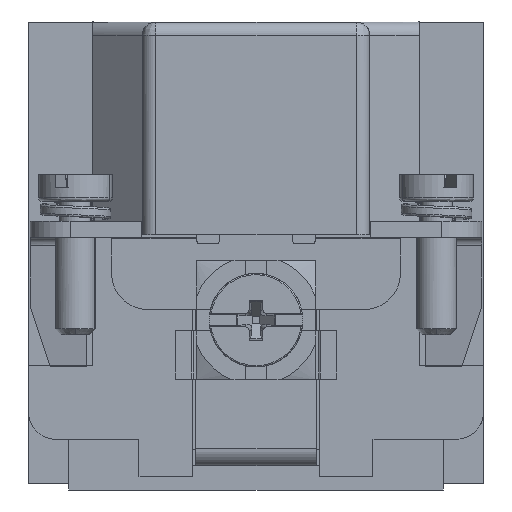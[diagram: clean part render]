
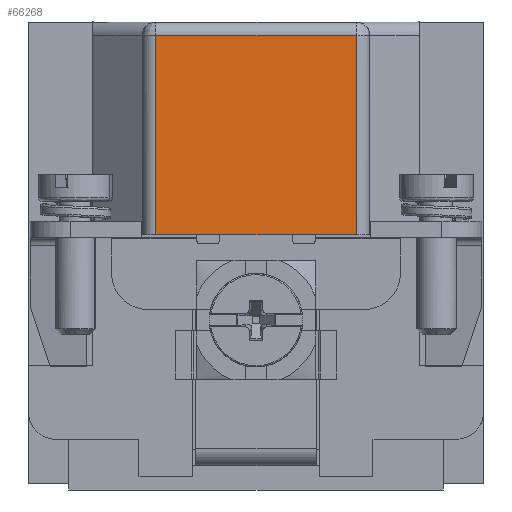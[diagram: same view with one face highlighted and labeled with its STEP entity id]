
A CAD part, left-side view. The second image highlights one B-rep face of the part: STEP entity #66268.
In plain terms, the highlighted planar face has unit normal (-1, 0, 0).
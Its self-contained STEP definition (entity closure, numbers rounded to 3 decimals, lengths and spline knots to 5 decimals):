
#1673 = FACE_OUTER_BOUND ( 'NONE', #76259, .T. ) ;
#4018 = LINE ( 'NONE', #59552, #71332 ) ;
#4524 = EDGE_CURVE ( 'NONE', #43286, #70321, #15477, .T. ) ;
#6727 = DIRECTION ( 'NONE',  ( 0., -1., 0. ) ) ;
#12221 = ORIENTED_EDGE ( 'NONE', *, *, #24253, .T. ) ;
#12672 = CARTESIAN_POINT ( 'NONE',  ( -6.51367, 1.2139, 1.58306 ) ) ;
#13049 = VECTOR ( 'NONE', #6727, 39.37008 ) ;
#15477 = LINE ( 'NONE', #51330, #71710 ) ;
#18395 = LINE ( 'NONE', #61468, #13049 ) ;
#21258 = CARTESIAN_POINT ( 'NONE',  ( -6.51367, 1.80445, 1.59479 ) ) ;
#24253 = EDGE_CURVE ( 'NONE', #70321, #24990, #43269, .T. ) ;
#24990 = VERTEX_POINT ( 'NONE', #29028 ) ;
#29021 = VECTOR ( 'NONE', #37200, 39.37008 ) ;
#29028 = CARTESIAN_POINT ( 'NONE',  ( -6.51367, 1.2139, 2.1814 ) ) ;
#32256 = CARTESIAN_POINT ( 'NONE',  ( -6.51367, 1.81626, 1.58306 ) ) ;
#32577 = EDGE_CURVE ( 'NONE', #74399, #43286, #4018, .T. ) ;
#36036 = AXIS2_PLACEMENT_3D ( 'NONE', #32256, #45139, #69687 ) ;
#37200 = DIRECTION ( 'NONE',  ( 0., 0., 1. ) ) ;
#43269 = LINE ( 'NONE', #12672, #29021 ) ;
#43286 = VERTEX_POINT ( 'NONE', #21258 ) ;
#45139 = DIRECTION ( 'NONE',  ( -1., 0., 0. ) ) ;
#47786 = ORIENTED_EDGE ( 'NONE', *, *, #59475, .F. ) ;
#50399 = CARTESIAN_POINT ( 'NONE',  ( -6.51367, 1.80445, 2.1814 ) ) ;
#51330 = CARTESIAN_POINT ( 'NONE',  ( -6.51367, 1.81626, 1.59479 ) ) ;
#56977 = DIRECTION ( 'NONE',  ( 0., -1., 0. ) ) ;
#59475 = EDGE_CURVE ( 'NONE', #74399, #24990, #18395, .T. ) ;
#59552 = CARTESIAN_POINT ( 'NONE',  ( -6.51367, 1.80445, 1.58306 ) ) ;
#59951 = DIRECTION ( 'NONE',  ( 0., 0., -1. ) ) ;
#61468 = CARTESIAN_POINT ( 'NONE',  ( -6.51367, 1.80445, 2.1814 ) ) ;
#66268 = ADVANCED_FACE ( 'NONE', ( #1673 ), #74545, .T. ) ;
#69638 = CARTESIAN_POINT ( 'NONE',  ( -6.51367, 1.2139, 1.59479 ) ) ;
#69687 = DIRECTION ( 'NONE',  ( 0., 0., 1. ) ) ;
#70115 = ORIENTED_EDGE ( 'NONE', *, *, #4524, .T. ) ;
#70321 = VERTEX_POINT ( 'NONE', #69638 ) ;
#71332 = VECTOR ( 'NONE', #59951, 39.37008 ) ;
#71710 = VECTOR ( 'NONE', #56977, 39.37008 ) ;
#72822 = ORIENTED_EDGE ( 'NONE', *, *, #32577, .T. ) ;
#74399 = VERTEX_POINT ( 'NONE', #50399 ) ;
#74545 = PLANE ( 'NONE',  #36036 ) ;
#76259 = EDGE_LOOP ( 'NONE', ( #12221, #47786, #72822, #70115 ) ) ;
